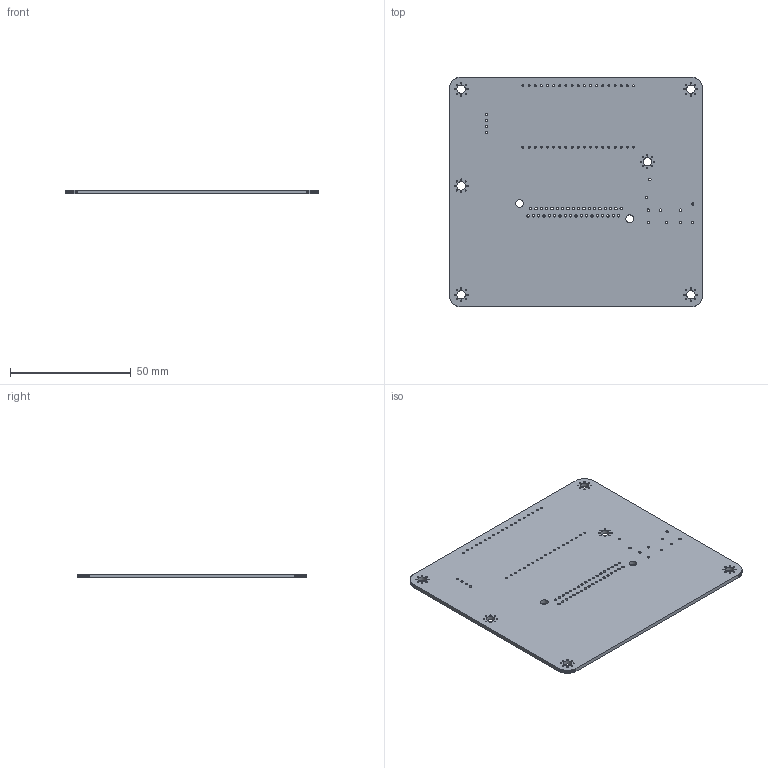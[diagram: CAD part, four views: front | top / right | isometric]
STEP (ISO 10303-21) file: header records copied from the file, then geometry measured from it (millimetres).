
FILE_DESCRIPTION(('KiCad electronic assembly'),'2;1');
FILE_NAME('VXDash.step','2023-04-12T21:17:43',('Pcbnew'),('Kicad'), 'Open CASCADE STEP processor 7.6','KiCad to STEP converter','Unknown' );
FILE_SCHEMA(('AUTOMOTIVE_DESIGN { 1 0 10303 214 1 1 1 1 }'));
Length unit declared in the file: millimetre
Products named in the file (2): VXDash 1; PCB
Assembly tree (1 placements, depth 2):
  VXDash 1
    PCB
Bounding box: 105 x 95 x 1.58 mm (x, y, z)
Volume: 15503.2 mm3; surface area: 20895.9 mm2
Topology: 1 solids, 1 shells, 222 faces, 660 edges, 440 vertices
Faces by surface type: cylinder 144, plane 78
Full cylindrical faces by diameter (mm): 0.5 x48, 0.8 x38, 0.95 x4, 1 x46, 3.2 x2, 3.5 x6
Entity records: 17639 total; most frequent: CARTESIAN_POINT 4372, DIRECTION 2428, LINE 1404, VECTOR 1404, ORIENTED_EDGE 1320, PCURVE 1320, DEFINITIONAL_REPRESENTATION 1320, EDGE_CURVE 660
